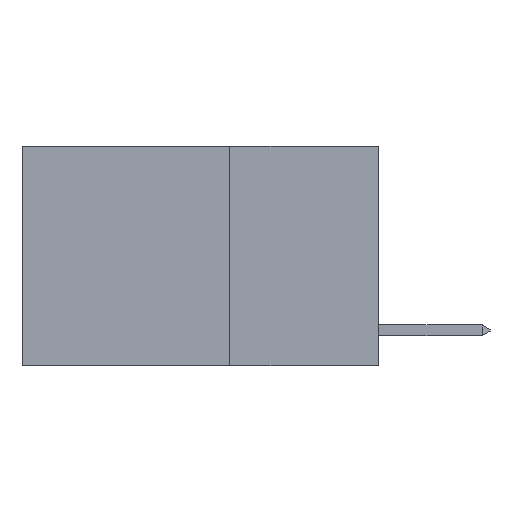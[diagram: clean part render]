
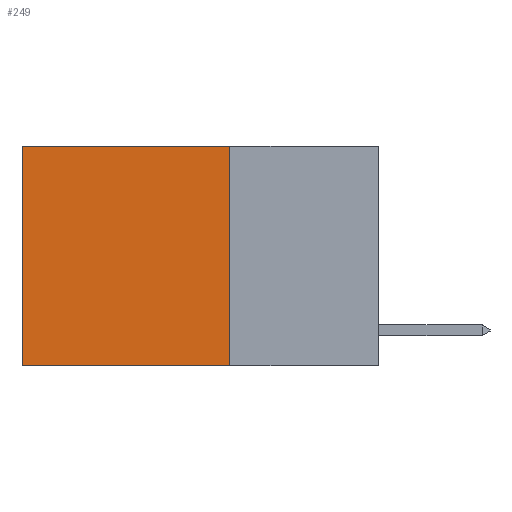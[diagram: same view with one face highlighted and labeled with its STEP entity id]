
A CAD part, left-side view. The second image highlights one B-rep face of the part: STEP entity #249.
In plain terms, the highlighted planar face has unit normal (-1, 0, 0).
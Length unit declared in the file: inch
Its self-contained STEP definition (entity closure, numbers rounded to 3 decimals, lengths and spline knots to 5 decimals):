
#240 = CARTESIAN_POINT ( 'NONE',  ( 0.2625, 0.25, -0.37 ) ) ;
#249 = ADVANCED_FACE ( 'NONE', ( #3691 ), #7584, .F. ) ;
#286 = VECTOR ( 'NONE', #4387, 39.37008 ) ;
#674 = CARTESIAN_POINT ( 'NONE',  ( 0.2625, 0.6, 0. ) ) ;
#947 = CARTESIAN_POINT ( 'NONE',  ( 0.2625, 0.6, -0.37 ) ) ;
#1393 = ORIENTED_EDGE ( 'NONE', *, *, #5368, .T. ) ;
#1438 = DIRECTION ( 'NONE',  ( 1., 0., 0. ) ) ;
#1570 = DIRECTION ( 'NONE',  ( 0., 0., -1. ) ) ;
#1949 = EDGE_LOOP ( 'NONE', ( #1393, #3796, #8364, #10809 ) ) ;
#1974 = CARTESIAN_POINT ( 'NONE',  ( 0.2625, 0.6, 0. ) ) ;
#2144 = CARTESIAN_POINT ( 'NONE',  ( 0.2625, 0.25, 0. ) ) ;
#2647 = EDGE_CURVE ( 'NONE', #4698, #4442, #10427, .T. ) ;
#3469 = CARTESIAN_POINT ( 'NONE',  ( 0.2625, 0.25, 0. ) ) ;
#3691 = FACE_OUTER_BOUND ( 'NONE', #1949, .T. ) ;
#3796 = ORIENTED_EDGE ( 'NONE', *, *, #5967, .F. ) ;
#4387 = DIRECTION ( 'NONE',  ( 0., 1., 0. ) ) ;
#4442 = VERTEX_POINT ( 'NONE', #240 ) ;
#4698 = VERTEX_POINT ( 'NONE', #9251 ) ;
#4816 = LINE ( 'NONE', #674, #9341 ) ;
#5368 = EDGE_CURVE ( 'NONE', #9603, #7640, #4816, .T. ) ;
#5750 = VECTOR ( 'NONE', #6842, 39.37008 ) ;
#5967 = EDGE_CURVE ( 'NONE', #4442, #7640, #7244, .T. ) ;
#5977 = CARTESIAN_POINT ( 'NONE',  ( 0.2625, 0.25, -0.37 ) ) ;
#6433 = AXIS2_PLACEMENT_3D ( 'NONE', #2144, #1438, #8644 ) ;
#6842 = DIRECTION ( 'NONE',  ( 0., 1., 0. ) ) ;
#7084 = DIRECTION ( 'NONE',  ( 0., 0., -1. ) ) ;
#7114 = CARTESIAN_POINT ( 'NONE',  ( 0.2625, 0.25, 0. ) ) ;
#7244 = LINE ( 'NONE', #5977, #5750 ) ;
#7318 = LINE ( 'NONE', #3469, #286 ) ;
#7456 = EDGE_CURVE ( 'NONE', #4698, #9603, #7318, .T. ) ;
#7584 = PLANE ( 'NONE',  #6433 ) ;
#7640 = VERTEX_POINT ( 'NONE', #947 ) ;
#8364 = ORIENTED_EDGE ( 'NONE', *, *, #2647, .F. ) ;
#8644 = DIRECTION ( 'NONE',  ( 0., 0., -1. ) ) ;
#9251 = CARTESIAN_POINT ( 'NONE',  ( 0.2625, 0.25, 0. ) ) ;
#9341 = VECTOR ( 'NONE', #1570, 39.37008 ) ;
#9603 = VERTEX_POINT ( 'NONE', #1974 ) ;
#10167 = VECTOR ( 'NONE', #7084, 39.37008 ) ;
#10427 = LINE ( 'NONE', #7114, #10167 ) ;
#10809 = ORIENTED_EDGE ( 'NONE', *, *, #7456, .T. ) ;
